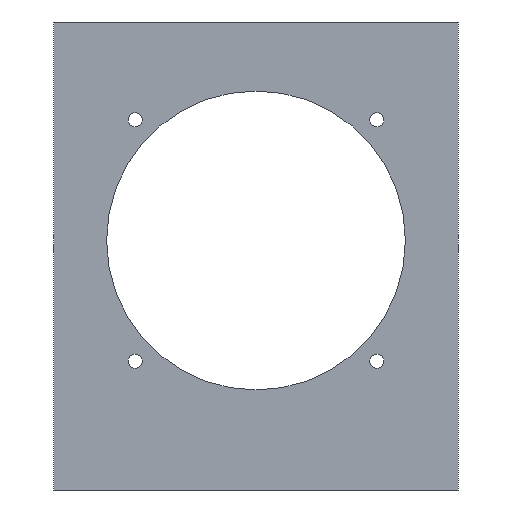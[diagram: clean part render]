
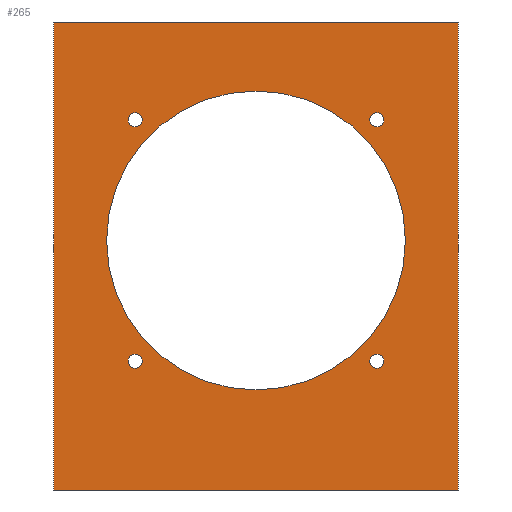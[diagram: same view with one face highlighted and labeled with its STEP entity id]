
A CAD part, front view. The second image highlights one B-rep face of the part: STEP entity #265.
In plain terms, the highlighted planar face has unit normal (0, -1, 0).
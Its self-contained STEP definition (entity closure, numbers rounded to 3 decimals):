
#3 = CIRCLE ( 'NONE', #102, 2.5 ) ;
#4 = DIRECTION ( 'NONE',  ( 0., 1., 0. ) ) ;
#5 = CIRCLE ( 'NONE', #517, 2.5 ) ;
#7 = AXIS2_PLACEMENT_3D ( 'NONE', #71, #117, #82 ) ;
#21 = ORIENTED_EDGE ( 'NONE', *, *, #215, .T. ) ;
#22 = ORIENTED_EDGE ( 'NONE', *, *, #83, .F. ) ;
#27 = EDGE_LOOP ( 'NONE', ( #352, #587 ) ) ;
#30 = CARTESIAN_POINT ( 'NONE',  ( 71., 64., 0. ) ) ;
#33 = VERTEX_POINT ( 'NONE', #535 ) ;
#35 = EDGE_CURVE ( 'NONE', #151, #407, #213, .T. ) ;
#37 = CARTESIAN_POINT ( 'NONE',  ( 44.926, 64., 130.076 ) ) ;
#42 = CARTESIAN_POINT ( 'NONE',  ( 44.926, 64., 45.224 ) ) ;
#57 = ORIENTED_EDGE ( 'NONE', *, *, #464, .T. ) ;
#62 = CIRCLE ( 'NONE', #338, 2.5 ) ;
#71 = CARTESIAN_POINT ( 'NONE',  ( 0., 64., 87.65 ) ) ;
#82 = DIRECTION ( 'NONE',  ( -1., 0., 0. ) ) ;
#83 = EDGE_CURVE ( 'NONE', #242, #316, #341, .T. ) ;
#90 = VERTEX_POINT ( 'NONE', #600 ) ;
#91 = DIRECTION ( 'NONE',  ( 0., 1., 0. ) ) ;
#93 = AXIS2_PLACEMENT_3D ( 'NONE', #444, #248, #533 ) ;
#97 = CARTESIAN_POINT ( 'NONE',  ( 71., 64., 306.404 ) ) ;
#98 = ORIENTED_EDGE ( 'NONE', *, *, #453, .T. ) ;
#102 = AXIS2_PLACEMENT_3D ( 'NONE', #323, #599, #504 ) ;
#106 = AXIS2_PLACEMENT_3D ( 'NONE', #290, #4, #379 ) ;
#117 = DIRECTION ( 'NONE',  ( 0., 1., 0. ) ) ;
#119 = CARTESIAN_POINT ( 'NONE',  ( 42.426, 64., 45.224 ) ) ;
#122 = ORIENTED_EDGE ( 'NONE', *, *, #284, .T. ) ;
#132 = CARTESIAN_POINT ( 'NONE',  ( 0., 64., 87.65 ) ) ;
#135 = VERTEX_POINT ( 'NONE', #231 ) ;
#140 = CIRCLE ( 'NONE', #560, 52.5 ) ;
#141 = CARTESIAN_POINT ( 'NONE',  ( 71., 64., 0. ) ) ;
#147 = AXIS2_PLACEMENT_3D ( 'NONE', #478, #524, #448 ) ;
#151 = VERTEX_POINT ( 'NONE', #507 ) ;
#152 = EDGE_LOOP ( 'NONE', ( #506, #259, #221, #22 ) ) ;
#172 = ORIENTED_EDGE ( 'NONE', *, *, #255, .T. ) ;
#177 = DIRECTION ( 'NONE',  ( -1., 0., 0. ) ) ;
#192 = DIRECTION ( 'NONE',  ( -1., 0., 0. ) ) ;
#197 = CARTESIAN_POINT ( 'NONE',  ( -44.926, 64., 130.076 ) ) ;
#199 = DIRECTION ( 'NONE',  ( 0., 1., 0. ) ) ;
#209 = FACE_BOUND ( 'NONE', #451, .T. ) ;
#210 = DIRECTION ( 'NONE',  ( -1., 0., 0. ) ) ;
#213 = CIRCLE ( 'NONE', #442, 2.5 ) ;
#215 = EDGE_CURVE ( 'NONE', #554, #33, #5, .T. ) ;
#221 = ORIENTED_EDGE ( 'NONE', *, *, #246, .T. ) ;
#224 = EDGE_CURVE ( 'NONE', #541, #328, #490, .T. ) ;
#231 = CARTESIAN_POINT ( 'NONE',  ( -39.926, 64., 130.076 ) ) ;
#235 = AXIS2_PLACEMENT_3D ( 'NONE', #492, #295, #437 ) ;
#239 = CIRCLE ( 'NONE', #147, 2.5 ) ;
#242 = VERTEX_POINT ( 'NONE', #141 ) ;
#245 = PLANE ( 'NONE',  #235 ) ;
#246 = EDGE_CURVE ( 'NONE', #366, #316, #596, .T. ) ;
#248 = DIRECTION ( 'NONE',  ( 0., 1., 0. ) ) ;
#252 = DIRECTION ( 'NONE',  ( 0., 1., 0. ) ) ;
#255 = EDGE_CURVE ( 'NONE', #33, #554, #239, .T. ) ;
#259 = ORIENTED_EDGE ( 'NONE', *, *, #318, .T. ) ;
#260 = EDGE_LOOP ( 'NONE', ( #21, #172 ) ) ;
#265 = ADVANCED_FACE ( 'NONE', ( #364, #349, #335, #579, #209, #320 ), #245, .T. ) ;
#266 = VECTOR ( 'NONE', #518, 1000. ) ;
#268 = VERTEX_POINT ( 'NONE', #433 ) ;
#270 = DIRECTION ( 'NONE',  ( -1., 0., 0. ) ) ;
#280 = ORIENTED_EDGE ( 'NONE', *, *, #419, .T. ) ;
#283 = CARTESIAN_POINT ( 'NONE',  ( 42.426, 64., 130.076 ) ) ;
#284 = EDGE_CURVE ( 'NONE', #268, #322, #301, .T. ) ;
#285 = VECTOR ( 'NONE', #429, 1000. ) ;
#290 = CARTESIAN_POINT ( 'NONE',  ( 42.426, 64., 130.076 ) ) ;
#295 = DIRECTION ( 'NONE',  ( 0., -1., 0. ) ) ;
#301 = CIRCLE ( 'NONE', #7, 52.5 ) ;
#307 = VECTOR ( 'NONE', #319, 1000. ) ;
#312 = CARTESIAN_POINT ( 'NONE',  ( 71., 64., 164.4 ) ) ;
#313 = CIRCLE ( 'NONE', #93, 2.5 ) ;
#316 = VERTEX_POINT ( 'NONE', #339 ) ;
#318 = EDGE_CURVE ( 'NONE', #90, #366, #432, .T. ) ;
#319 = DIRECTION ( 'NONE',  ( -1., 0., 0. ) ) ;
#320 = FACE_OUTER_BOUND ( 'NONE', #152, .T. ) ;
#321 = VECTOR ( 'NONE', #270, 1000. ) ;
#322 = VERTEX_POINT ( 'NONE', #580 ) ;
#323 = CARTESIAN_POINT ( 'NONE',  ( -42.426, 64., 130.076 ) ) ;
#328 = VERTEX_POINT ( 'NONE', #37 ) ;
#331 = CARTESIAN_POINT ( 'NONE',  ( -44.926, 64., 45.224 ) ) ;
#332 = AXIS2_PLACEMENT_3D ( 'NONE', #283, #466, #177 ) ;
#335 = FACE_BOUND ( 'NONE', #380, .T. ) ;
#338 = AXIS2_PLACEMENT_3D ( 'NONE', #522, #91, #421 ) ;
#339 = CARTESIAN_POINT ( 'NONE',  ( -71., 64., 0. ) ) ;
#341 = LINE ( 'NONE', #30, #321 ) ;
#349 = FACE_BOUND ( 'NONE', #27, .T. ) ;
#352 = ORIENTED_EDGE ( 'NONE', *, *, #35, .T. ) ;
#364 = FACE_BOUND ( 'NONE', #260, .T. ) ;
#366 = VERTEX_POINT ( 'NONE', #545 ) ;
#379 = DIRECTION ( 'NONE',  ( -1., 0., 0. ) ) ;
#380 = EDGE_LOOP ( 'NONE', ( #457, #280 ) ) ;
#381 = CARTESIAN_POINT ( 'NONE',  ( 39.926, 64., 130.076 ) ) ;
#395 = CIRCLE ( 'NONE', #332, 2.5 ) ;
#407 = VERTEX_POINT ( 'NONE', #42 ) ;
#419 = EDGE_CURVE ( 'NONE', #328, #541, #395, .T. ) ;
#421 = DIRECTION ( 'NONE',  ( -1., 0., 0. ) ) ;
#429 = DIRECTION ( 'NONE',  ( 0., 0., -1. ) ) ;
#432 = LINE ( 'NONE', #312, #307 ) ;
#433 = CARTESIAN_POINT ( 'NONE',  ( -52.5, 64., 87.65 ) ) ;
#437 = DIRECTION ( 'NONE',  ( 1., 0., 0. ) ) ;
#442 = AXIS2_PLACEMENT_3D ( 'NONE', #119, #252, #210 ) ;
#444 = CARTESIAN_POINT ( 'NONE',  ( 42.426, 64., 45.224 ) ) ;
#448 = DIRECTION ( 'NONE',  ( -1., 0., 0. ) ) ;
#451 = EDGE_LOOP ( 'NONE', ( #122, #57 ) ) ;
#453 = EDGE_CURVE ( 'NONE', #555, #135, #3, .T. ) ;
#456 = EDGE_LOOP ( 'NONE', ( #98, #603 ) ) ;
#457 = ORIENTED_EDGE ( 'NONE', *, *, #224, .T. ) ;
#463 = DIRECTION ( 'NONE',  ( 0., 1., 0. ) ) ;
#464 = EDGE_CURVE ( 'NONE', #322, #268, #140, .T. ) ;
#466 = DIRECTION ( 'NONE',  ( 0., 1., 0. ) ) ;
#478 = CARTESIAN_POINT ( 'NONE',  ( -42.426, 64., 45.224 ) ) ;
#480 = LINE ( 'NONE', #97, #285 ) ;
#490 = CIRCLE ( 'NONE', #106, 2.5 ) ;
#492 = CARTESIAN_POINT ( 'NONE',  ( 71., 64., 306.404 ) ) ;
#501 = EDGE_CURVE ( 'NONE', #135, #555, #62, .T. ) ;
#504 = DIRECTION ( 'NONE',  ( -1., 0., 0. ) ) ;
#506 = ORIENTED_EDGE ( 'NONE', *, *, #531, .F. ) ;
#507 = CARTESIAN_POINT ( 'NONE',  ( 39.926, 64., 45.224 ) ) ;
#517 = AXIS2_PLACEMENT_3D ( 'NONE', #607, #199, #192 ) ;
#518 = DIRECTION ( 'NONE',  ( 0., 0., -1. ) ) ;
#522 = CARTESIAN_POINT ( 'NONE',  ( -42.426, 64., 130.076 ) ) ;
#524 = DIRECTION ( 'NONE',  ( 0., 1., 0. ) ) ;
#531 = EDGE_CURVE ( 'NONE', #90, #242, #480, .T. ) ;
#533 = DIRECTION ( 'NONE',  ( -1., 0., 0. ) ) ;
#535 = CARTESIAN_POINT ( 'NONE',  ( -39.926, 64., 45.224 ) ) ;
#541 = VERTEX_POINT ( 'NONE', #381 ) ;
#545 = CARTESIAN_POINT ( 'NONE',  ( -71., 64., 164.4 ) ) ;
#549 = DIRECTION ( 'NONE',  ( -1., 0., 0. ) ) ;
#554 = VERTEX_POINT ( 'NONE', #331 ) ;
#555 = VERTEX_POINT ( 'NONE', #197 ) ;
#557 = CARTESIAN_POINT ( 'NONE',  ( -71., 64., 306.404 ) ) ;
#560 = AXIS2_PLACEMENT_3D ( 'NONE', #132, #463, #549 ) ;
#579 = FACE_BOUND ( 'NONE', #456, .T. ) ;
#580 = CARTESIAN_POINT ( 'NONE',  ( 52.5, 64., 87.65 ) ) ;
#587 = ORIENTED_EDGE ( 'NONE', *, *, #602, .T. ) ;
#596 = LINE ( 'NONE', #557, #266 ) ;
#599 = DIRECTION ( 'NONE',  ( 0., 1., 0. ) ) ;
#600 = CARTESIAN_POINT ( 'NONE',  ( 71., 64., 164.4 ) ) ;
#602 = EDGE_CURVE ( 'NONE', #407, #151, #313, .T. ) ;
#603 = ORIENTED_EDGE ( 'NONE', *, *, #501, .T. ) ;
#607 = CARTESIAN_POINT ( 'NONE',  ( -42.426, 64., 45.224 ) ) ;
